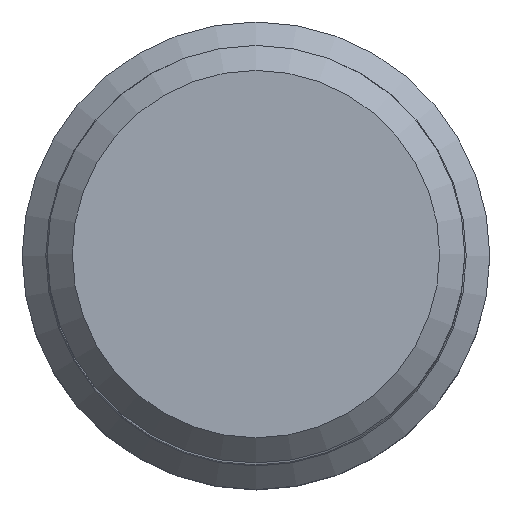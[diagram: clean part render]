
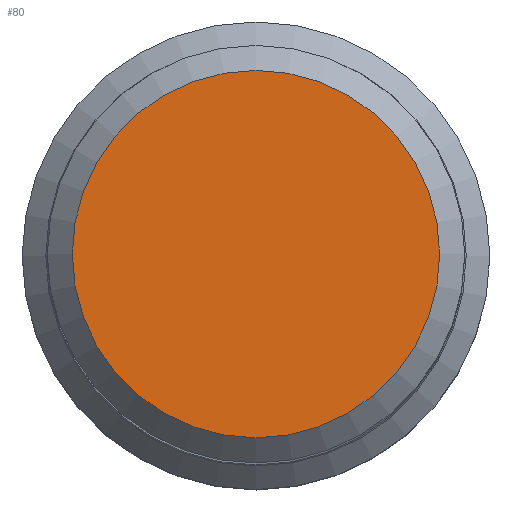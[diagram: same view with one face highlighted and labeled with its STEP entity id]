
A CAD part, top view. The second image highlights one B-rep face of the part: STEP entity #80.
In plain terms, the highlighted planar face has unit normal (0, 0, 1).
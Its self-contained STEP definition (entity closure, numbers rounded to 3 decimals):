
#59=PLANE('',#212);
#65=FACE_OUTER_BOUND('',#111,.T.);
#80=ADVANCED_FACE('',(#65),#59,.F.);
#111=EDGE_LOOP('',(#129));
#129=ORIENTED_EDGE('',*,*,#149,.T.);
#140=VERTEX_POINT('',#298);
#149=EDGE_CURVE('',#140,#140,#158,.T.);
#158=CIRCLE('',#211,11.);
#211=AXIS2_PLACEMENT_3D('',#297,#260,#261);
#212=AXIS2_PLACEMENT_3D('',#299,#262,#263);
#260=DIRECTION('',(0.,0.,1.));
#261=DIRECTION('',(0.,-1.,0.));
#262=DIRECTION('',(0.,0.,-1.));
#263=DIRECTION('',(0.,-1.,0.));
#297=CARTESIAN_POINT('',(0.,0.,54.876));
#298=CARTESIAN_POINT('',(0.,-11.,54.876));
#299=CARTESIAN_POINT('',(0.,11.,54.876));
